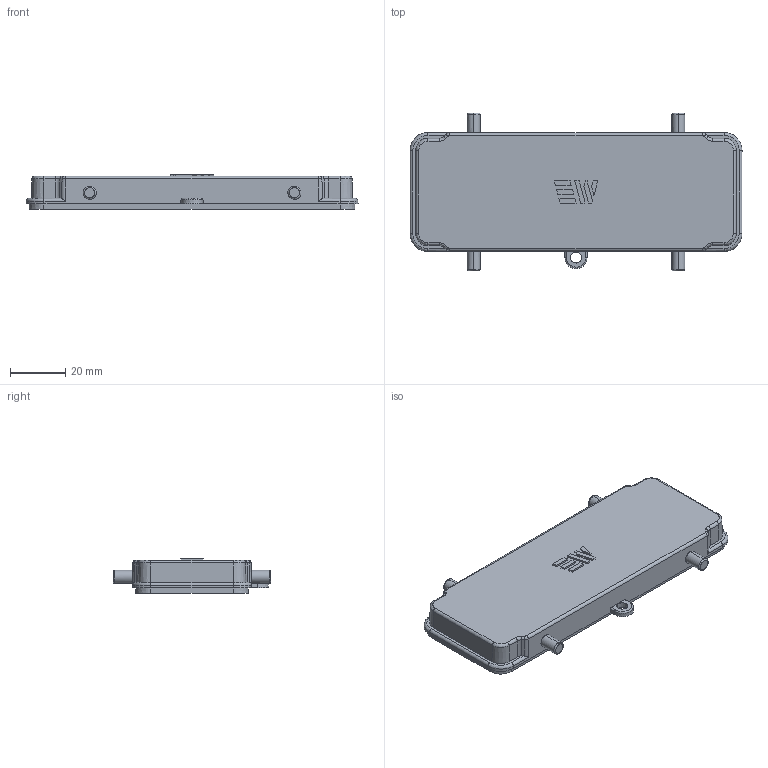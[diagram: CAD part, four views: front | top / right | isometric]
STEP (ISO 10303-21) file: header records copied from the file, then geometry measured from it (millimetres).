
FILE_DESCRIPTION (( 'STEP AP203' ), '1' );
FILE_NAME ('29652.step', '2025-02-12T17:36:45', ( '' ), ( '' ), 'SwSTEP 2.0', 'SolidWorks 2024', '' );
FILE_SCHEMA (( 'CONFIG_CONTROL_DESIGN' ));
Length unit declared in the file: inch
Products named in the file (1): 29652
Bounding box: 120 x 57 x 12.6 mm (x, y, z)
Volume: 17000 mm3; surface area: 17072.2 mm2
Topology: 1 solids, 1 shells, 196 faces, 480 edges, 298 vertices
Faces by surface type: plane 80, cylinder 40, cone 39, bspline 33, torus 4
Entity records: 6474 total; most frequent: CARTESIAN_POINT 1931, ORIENTED_EDGE 960, DIRECTION 901, EDGE_CURVE 480, AXIS2_PLACEMENT_3D 312, VERTEX_POINT 298, LINE 277, VECTOR 277
